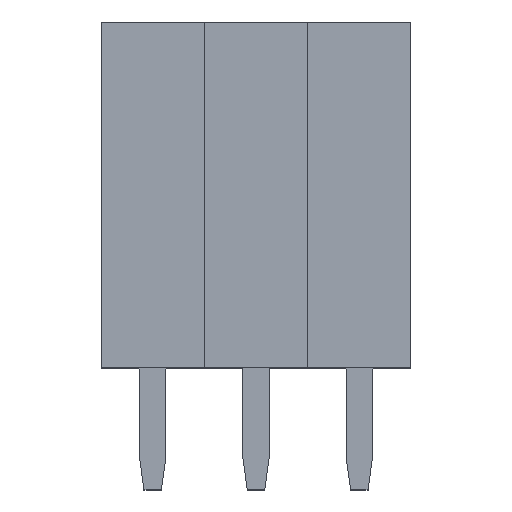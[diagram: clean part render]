
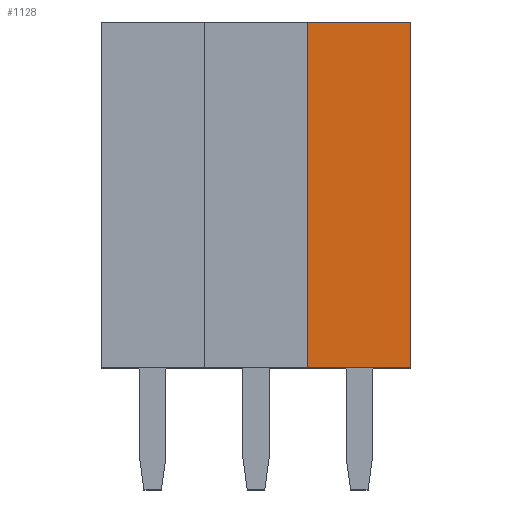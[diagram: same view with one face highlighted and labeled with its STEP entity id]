
A CAD part, top view. The second image highlights one B-rep face of the part: STEP entity #1128.
In plain terms, the highlighted planar face has unit normal (0, 0, 1).
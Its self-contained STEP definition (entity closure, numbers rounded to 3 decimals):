
#18 = CARTESIAN_POINT ( 'NONE',  ( 1.27, 8.5, 1.27 ) ) ;
#205 = ORIENTED_EDGE ( 'NONE', *, *, #2237, .F. ) ;
#354 = VECTOR ( 'NONE', #2296, 1000. ) ;
#364 = VERTEX_POINT ( 'NONE', #2125 ) ;
#390 = AXIS2_PLACEMENT_3D ( 'NONE', #18, #1470, #1124 ) ;
#401 = VECTOR ( 'NONE', #1929, 1000. ) ;
#413 = LINE ( 'NONE', #1887, #582 ) ;
#582 = VECTOR ( 'NONE', #2056, 1000. ) ;
#675 = EDGE_CURVE ( 'NONE', #1836, #364, #413, .T. ) ;
#748 = ORIENTED_EDGE ( 'NONE', *, *, #675, .F. ) ;
#840 = EDGE_CURVE ( 'NONE', #1888, #1560, #1565, .T. ) ;
#843 = LINE ( 'NONE', #1730, #401 ) ;
#927 = CARTESIAN_POINT ( 'NONE',  ( 1.27, 8.5, 1.27 ) ) ;
#1056 = CARTESIAN_POINT ( 'NONE',  ( -1.27, 8.5, 1.27 ) ) ;
#1124 = DIRECTION ( 'NONE',  ( -1., 0., 0. ) ) ;
#1128 = ADVANCED_FACE ( 'NONE', ( #1487 ), #2157, .F. ) ;
#1222 = CARTESIAN_POINT ( 'NONE',  ( -1.27, 8.5, 1.27 ) ) ;
#1470 = DIRECTION ( 'NONE',  ( 0., 0., -1. ) ) ;
#1473 = ORIENTED_EDGE ( 'NONE', *, *, #840, .F. ) ;
#1487 = FACE_OUTER_BOUND ( 'NONE', #1540, .T. ) ;
#1540 = EDGE_LOOP ( 'NONE', ( #205, #1473, #2319, #748 ) ) ;
#1560 = VERTEX_POINT ( 'NONE', #1056 ) ;
#1565 = LINE ( 'NONE', #1222, #354 ) ;
#1660 = EDGE_CURVE ( 'NONE', #364, #1888, #843, .T. ) ;
#1730 = CARTESIAN_POINT ( 'NONE',  ( 1.27, 0., 1.27 ) ) ;
#1820 = CARTESIAN_POINT ( 'NONE',  ( -1.27, 0., 1.27 ) ) ;
#1824 = DIRECTION ( 'NONE',  ( 1., 0., 0. ) ) ;
#1836 = VERTEX_POINT ( 'NONE', #2295 ) ;
#1837 = VECTOR ( 'NONE', #1824, 1000. ) ;
#1887 = CARTESIAN_POINT ( 'NONE',  ( 1.27, 8.5, 1.27 ) ) ;
#1888 = VERTEX_POINT ( 'NONE', #1820 ) ;
#1929 = DIRECTION ( 'NONE',  ( -1., 0., 0. ) ) ;
#2056 = DIRECTION ( 'NONE',  ( 0., -1., 0. ) ) ;
#2125 = CARTESIAN_POINT ( 'NONE',  ( 1.27, 0., 1.27 ) ) ;
#2157 = PLANE ( 'NONE',  #390 ) ;
#2237 = EDGE_CURVE ( 'NONE', #1560, #1836, #2317, .T. ) ;
#2295 = CARTESIAN_POINT ( 'NONE',  ( 1.27, 8.5, 1.27 ) ) ;
#2296 = DIRECTION ( 'NONE',  ( 0., 1., 0. ) ) ;
#2317 = LINE ( 'NONE', #927, #1837 ) ;
#2319 = ORIENTED_EDGE ( 'NONE', *, *, #1660, .F. ) ;
